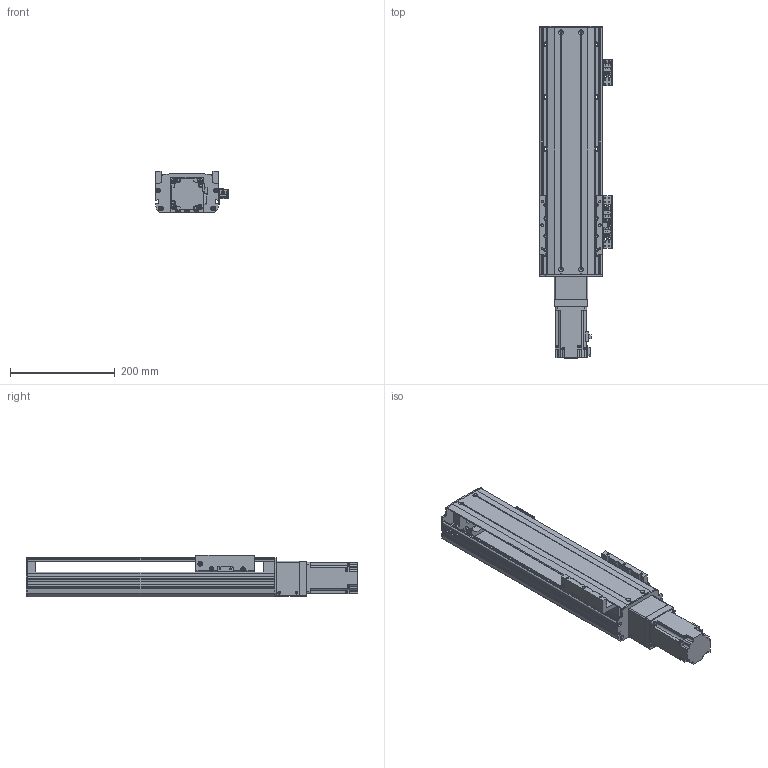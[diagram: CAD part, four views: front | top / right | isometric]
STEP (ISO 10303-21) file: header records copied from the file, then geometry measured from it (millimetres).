
FILE_DESCRIPTION(/* description */ ('MANUFACTURE'),/* implementation_level */ '2;1');
FILE_NAME(/* name */ 'HR120-S40-N-0300-R10.stp',/* time_stamp */ '2025-01-20T16:29:22+09:00',/* author */ ('user'),/* organization */ (''),/* preprocessor_version */ 'ST-DEVELOPER v18.1',/* originating_system */ 'Autodesk Inventor 2022',/* authorisation */ 'LIP');
FILE_SCHEMA (('CONFIG_CONTROL_DESIGN'));
Products named in the file (18): HG120-S40-N-0500-R10 - 간소화; HR120 S BASE; HR(HG) 120,130 FRONT BLOCK; HR(HG) 120,130 FRONT BLOCK_1; HR120 FRONT COVER; SDWA-31C; HG5UPCOV003; HR120 SENSOR DOG; HG120 TABLE-N; LMKE1520 NUT; HR120 STOPPER; HG120 S MOTOR PLATE-B; HG120 S MOTOR PLATE-M; HR120 FRONT COVER_1; COUPLING COVER; hg-kr43_; SENSOR BRK(EE-SX674A); EE_SX674A
Assembly tree (22 placements, depth 2):
  HG120-S40-N-0500-R10 - 간소화
    HR120 S BASE
    HR(HG) 120,130 FRONT BLOCK
    HR(HG) 120,130 FRONT BLOCK_1
    HR120 FRONT COVER
    SDWA-31C
    SENSOR BRK(EE-SX674A)  x3
    HG5UPCOV003
    HR120 SENSOR DOG
    HG120 TABLE-N
    LMKE1520 NUT
    EE_SX674A  x3
    HR120 STOPPER  x2
    HG120 S MOTOR PLATE-B
    HG120 S MOTOR PLATE-M
    HR120 FRONT COVER_1
    COUPLING COVER
    hg-kr43_
Bounding box: 139 x 633.3 x 80 mm (x, y, z)
Volume: 1767459.9 mm3; surface area: 668482.4 mm2
Topology: 22 solids, 54 shells, 1933 faces, 5207 edges, 3392 vertices
Faces by surface type: plane 915, cylinder 751, cone 199, torus 68
Full cylindrical faces by diameter (mm): 2.459 x26, 2.5 x20, 3 x34, 3.1 x2, 3.242 x38, 3.3 x4, 3.5 x6, 4.134 x37, 4.5 x56, 4.917 x7, 5 x51, 5.5 x43, 5.8 x4, 5.9 x10, 6 x4, 6.45 x10, 6.6 x2, 7 x4, 7.5 x16, 8 x4, 9 x6, 9.5 x21, 14 x1, 14.5 x2, 14.7 x1, 15 x2, 17 x1, 22 x1, 24 x1, 28 x1
Entity records: 58780 total; most frequent: CARTESIAN_POINT 11927, DIRECTION 9859, ORIENTED_EDGE 9280, EDGE_CURVE 4640, AXIS2_PLACEMENT_3D 3642, VERTEX_POINT 3080, LINE 2575, VECTOR 2575
